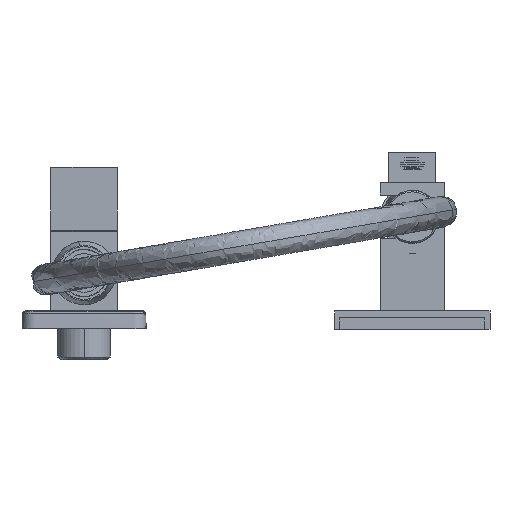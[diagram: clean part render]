
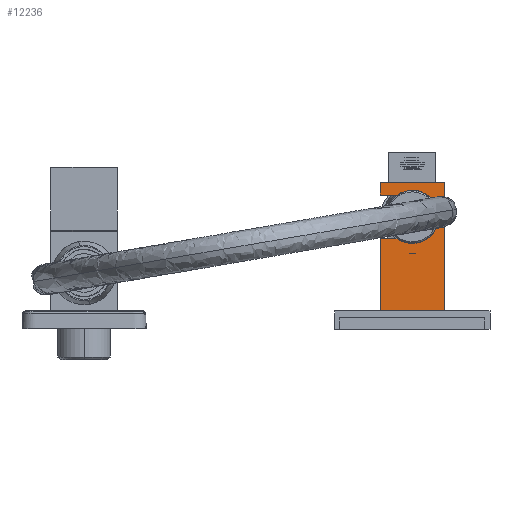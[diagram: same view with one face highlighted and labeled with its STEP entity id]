
A CAD part, front view. The second image highlights one B-rep face of the part: STEP entity #12236.
In plain terms, the highlighted planar face has unit normal (0, -1, 0).
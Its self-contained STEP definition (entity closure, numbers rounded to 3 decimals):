
#94 = CARTESIAN_POINT ( 'NONE',  ( -12.5, -12.5, 55. ) ) ;
#103 = VERTEX_POINT ( 'NONE', #14674 ) ;
#675 = EDGE_CURVE ( 'NONE', #12522, #7021, #11596, .T. ) ;
#1097 = DIRECTION ( 'NONE',  ( 0., 0., -1. ) ) ;
#1204 = CARTESIAN_POINT ( 'NONE',  ( 12.5, -12.5, 55. ) ) ;
#1342 = CIRCLE ( 'NONE', #11371, 10.377 ) ;
#1429 = ORIENTED_EDGE ( 'NONE', *, *, #675, .T. ) ;
#1678 = VECTOR ( 'NONE', #16524, 1000. ) ;
#2697 = LINE ( 'NONE', #4552, #12471 ) ;
#2905 = CARTESIAN_POINT ( 'NONE',  ( 12.5, -12.5, 5.05 ) ) ;
#3360 = DIRECTION ( 'NONE',  ( 0., 1., 0. ) ) ;
#3503 = VECTOR ( 'NONE', #16252, 1000. ) ;
#3719 = EDGE_CURVE ( 'NONE', #7021, #21764, #5861, .T. ) ;
#3842 = EDGE_CURVE ( 'NONE', #22241, #20489, #3889, .T. ) ;
#3889 = LINE ( 'NONE', #10991, #1678 ) ;
#4552 = CARTESIAN_POINT ( 'NONE',  ( 12.5, -12.5, 55. ) ) ;
#4642 = VECTOR ( 'NONE', #1097, 1000. ) ;
#5442 = CARTESIAN_POINT ( 'NONE',  ( 0., -12.5, 13.55 ) ) ;
#5808 = AXIS2_PLACEMENT_3D ( 'NONE', #15339, #20225, #20336 ) ;
#5861 = LINE ( 'NONE', #12948, #13164 ) ;
#5934 = VERTEX_POINT ( 'NONE', #19508 ) ;
#6355 = VERTEX_POINT ( 'NONE', #21409 ) ;
#7021 = VERTEX_POINT ( 'NONE', #17538 ) ;
#7132 = EDGE_CURVE ( 'NONE', #103, #8535, #20456, .T. ) ;
#7769 = DIRECTION ( 'NONE',  ( 0., 0., -1. ) ) ;
#7822 = FACE_OUTER_BOUND ( 'NONE', #10394, .T. ) ;
#7871 = CARTESIAN_POINT ( 'NONE',  ( -12.5, -12.5, 55. ) ) ;
#8109 = CARTESIAN_POINT ( 'NONE',  ( 12.5, -12.5, 22.05 ) ) ;
#8168 = ORIENTED_EDGE ( 'NONE', *, *, #9727, .T. ) ;
#8347 = VECTOR ( 'NONE', #17389, 1000. ) ;
#8390 = CARTESIAN_POINT ( 'NONE',  ( 12.5, -12.5, 0. ) ) ;
#8535 = VERTEX_POINT ( 'NONE', #8109 ) ;
#8815 = DIRECTION ( 'NONE',  ( 0., 0., 1. ) ) ;
#8884 = ORIENTED_EDGE ( 'NONE', *, *, #3719, .T. ) ;
#9629 = LINE ( 'NONE', #12905, #3503 ) ;
#9727 = EDGE_CURVE ( 'NONE', #5934, #8535, #9629, .T. ) ;
#9968 = CARTESIAN_POINT ( 'NONE',  ( -12.5, -12.5, 55. ) ) ;
#10219 = LINE ( 'NONE', #94, #8347 ) ;
#10394 = EDGE_LOOP ( 'NONE', ( #20760, #18148, #18046, #12872, #8168, #21660, #20335, #1429, #8884 ) ) ;
#10485 = CARTESIAN_POINT ( 'NONE',  ( 5.952, -12.5, 5.05 ) ) ;
#10934 = EDGE_CURVE ( 'NONE', #6355, #5934, #14644, .T. ) ;
#10991 = CARTESIAN_POINT ( 'NONE',  ( -12.5, -12.5, 5.05 ) ) ;
#11371 = AXIS2_PLACEMENT_3D ( 'NONE', #19911, #11450, #19782 ) ;
#11450 = DIRECTION ( 'NONE',  ( 0., 1., 0. ) ) ;
#11596 = LINE ( 'NONE', #7871, #18376 ) ;
#11840 = EDGE_CURVE ( 'NONE', #20489, #6355, #1342, .T. ) ;
#12079 = AXIS2_PLACEMENT_3D ( 'NONE', #5442, #3360, #8815 ) ;
#12176 = EDGE_CURVE ( 'NONE', #22241, #21764, #2697, .T. ) ;
#12236 = ADVANCED_FACE ( 'NONE', ( #7822 ), #13160, .F. ) ;
#12471 = VECTOR ( 'NONE', #14889, 1000. ) ;
#12522 = VERTEX_POINT ( 'NONE', #9968 ) ;
#12872 = ORIENTED_EDGE ( 'NONE', *, *, #10934, .T. ) ;
#12905 = CARTESIAN_POINT ( 'NONE',  ( -12.5, -12.5, 22.05 ) ) ;
#12948 = CARTESIAN_POINT ( 'NONE',  ( -12.5, -12.5, 0. ) ) ;
#13160 = PLANE ( 'NONE',  #5808 ) ;
#13164 = VECTOR ( 'NONE', #16297, 1000. ) ;
#14644 = CIRCLE ( 'NONE', #12079, 10.377 ) ;
#14674 = CARTESIAN_POINT ( 'NONE',  ( 12.5, -12.5, 55. ) ) ;
#14889 = DIRECTION ( 'NONE',  ( 0., 0., -1. ) ) ;
#15339 = CARTESIAN_POINT ( 'NONE',  ( -12.5, -12.5, 55. ) ) ;
#16252 = DIRECTION ( 'NONE',  ( 1., 0., 0. ) ) ;
#16297 = DIRECTION ( 'NONE',  ( 1., 0., 0. ) ) ;
#16524 = DIRECTION ( 'NONE',  ( -1., 0., 0. ) ) ;
#17389 = DIRECTION ( 'NONE',  ( 1., 0., 0. ) ) ;
#17538 = CARTESIAN_POINT ( 'NONE',  ( -12.5, -12.5, 0. ) ) ;
#18046 = ORIENTED_EDGE ( 'NONE', *, *, #11840, .T. ) ;
#18148 = ORIENTED_EDGE ( 'NONE', *, *, #3842, .T. ) ;
#18376 = VECTOR ( 'NONE', #7769, 1000. ) ;
#19508 = CARTESIAN_POINT ( 'NONE',  ( 5.952, -12.5, 22.05 ) ) ;
#19782 = DIRECTION ( 'NONE',  ( 0., 0., 1. ) ) ;
#19911 = CARTESIAN_POINT ( 'NONE',  ( 0., -12.5, 13.55 ) ) ;
#20225 = DIRECTION ( 'NONE',  ( 0., 1., 0. ) ) ;
#20335 = ORIENTED_EDGE ( 'NONE', *, *, #22447, .F. ) ;
#20336 = DIRECTION ( 'NONE',  ( 0., 0., 1. ) ) ;
#20456 = LINE ( 'NONE', #1204, #4642 ) ;
#20489 = VERTEX_POINT ( 'NONE', #10485 ) ;
#20760 = ORIENTED_EDGE ( 'NONE', *, *, #12176, .F. ) ;
#21409 = CARTESIAN_POINT ( 'NONE',  ( -10.377, -12.5, 13.55 ) ) ;
#21660 = ORIENTED_EDGE ( 'NONE', *, *, #7132, .F. ) ;
#21764 = VERTEX_POINT ( 'NONE', #8390 ) ;
#22241 = VERTEX_POINT ( 'NONE', #2905 ) ;
#22447 = EDGE_CURVE ( 'NONE', #12522, #103, #10219, .T. ) ;
